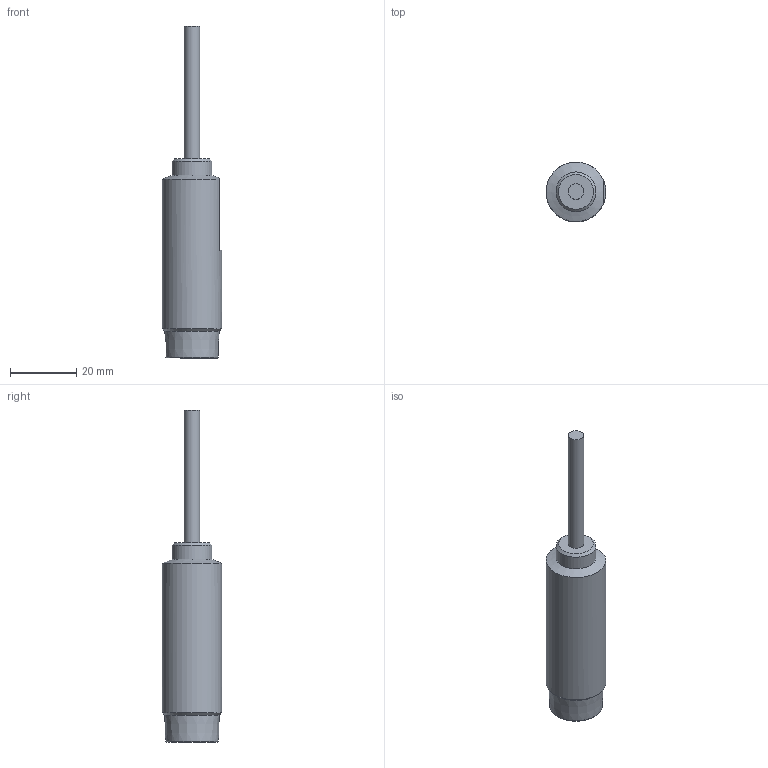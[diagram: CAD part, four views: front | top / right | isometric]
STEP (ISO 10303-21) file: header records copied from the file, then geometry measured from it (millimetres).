
FILE_DESCRIPTION(/* description */ (''),/* implementation_level */ '2;1');
FILE_NAME(/* name */ 'V3K1_4A_fig',/* time_stamp */ '2017-05-15T14:51:33+02:00',/* author */ ('GDA'),/* organization */ ('MD Microdetectors'),/* preprocessor_version */ 'ST-DEVELOPER v16.7',/* originating_system */ 'DEX',/* authorisation */ $);
FILE_SCHEMA (('AUTOMOTIVE_DESIGN {1 0 10303 214 3 1 1}'));
Length unit declared in the file: millimetre
Products named in the file (1): V3K1_4A_fig
Bounding box: 18 x 18 x 100 mm (x, y, z)
Volume: 14657.1 mm3; surface area: 4242.9 mm2
Topology: 1 solids, 1 shells, 17 faces, 32 edges, 20 vertices
Faces by surface type: plane 7, cone 5, cylinder 4, torus 1
Full cylindrical faces by diameter (mm): 2.6 x1, 4.7 x1, 12 x1, 18 x1
Entity records: 499 total; most frequent: DIRECTION 69, CARTESIAN_POINT 58, ORIENTED_EDGE 38, AXIS2_PLACEMENT_3D 33, EDGE_LOOP 30, FACE_BOUND 30, EDGE_CURVE 19, VERTEX_POINT 17
